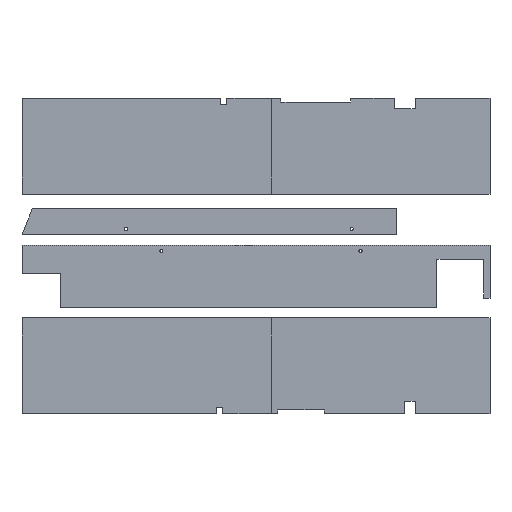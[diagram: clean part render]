
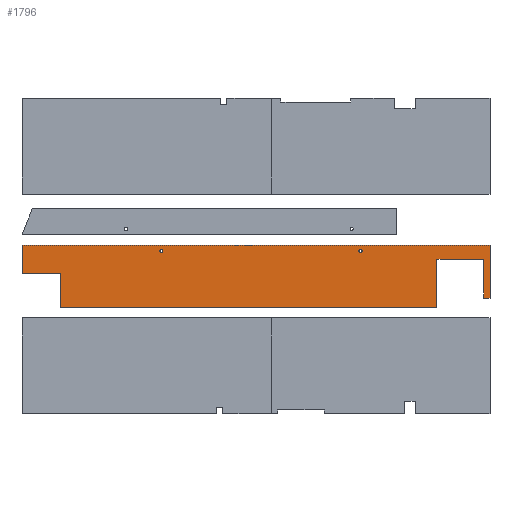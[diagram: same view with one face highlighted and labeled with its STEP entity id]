
A CAD part, top view. The second image highlights one B-rep face of the part: STEP entity #1796.
In plain terms, the highlighted planar face has unit normal (0, 0, 1).
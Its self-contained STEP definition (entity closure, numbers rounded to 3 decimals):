
#1687=CARTESIAN_POINT('',(0.,52.,4.));
#1688=DIRECTION('',(0.,0.,1.));
#1689=DIRECTION('',(1.,0.,0.));
#1690=AXIS2_PLACEMENT_3D('',#1687,#1688,#1689);
#1691=PLANE('',#1690);
#1692=CARTESIAN_POINT('',(327.,-0.5,4.));
#1693=VERTEX_POINT('',#1692);
#1694=CARTESIAN_POINT('',(325.5,-0.5,4.));
#1695=DIRECTION('',(0.,0.,1.));
#1696=DIRECTION('',(1.,0.,-0.));
#1697=AXIS2_PLACEMENT_3D('',#1694,#1695,#1696);
#1698=CIRCLE('',#1697,1.5);
#1699=EDGE_CURVE('',#1693,#1693,#1698,.T.);
#1700=ORIENTED_EDGE('',*,*,#1699,.F.);
#1701=EDGE_LOOP('',(#1700));
#1702=FACE_BOUND('',#1701,.T.);
#1703=CARTESIAN_POINT('',(135.5,-0.5,4.));
#1704=VERTEX_POINT('',#1703);
#1705=CARTESIAN_POINT('',(134.,-0.5,4.));
#1706=DIRECTION('',(0.,0.,1.));
#1707=DIRECTION('',(1.,0.,-0.));
#1708=AXIS2_PLACEMENT_3D('',#1705,#1706,#1707);
#1709=CIRCLE('',#1708,1.5);
#1710=EDGE_CURVE('',#1704,#1704,#1709,.T.);
#1711=ORIENTED_EDGE('',*,*,#1710,.F.);
#1712=EDGE_LOOP('',(#1711));
#1713=FACE_BOUND('',#1712,.T.);
#1714=CARTESIAN_POINT('',(450.,5.,4.));
#1715=VERTEX_POINT('',#1714);
#1716=CARTESIAN_POINT('',(450.,-46.,4.));
#1717=VERTEX_POINT('',#1716);
#1718=CARTESIAN_POINT('',(450.,5.,4.));
#1719=DIRECTION('',(-0.,-1.,0.));
#1720=VECTOR('',#1719,51.);
#1721=LINE('',#1718,#1720);
#1722=EDGE_CURVE('',#1715,#1717,#1721,.T.);
#1723=ORIENTED_EDGE('',*,*,#1722,.F.);
#1724=CARTESIAN_POINT('',(0.,5.,4.));
#1725=VERTEX_POINT('',#1724);
#1726=CARTESIAN_POINT('',(0.,5.,4.));
#1727=DIRECTION('',(1.,0.,-0.));
#1728=VECTOR('',#1727,450.);
#1729=LINE('',#1726,#1728);
#1730=EDGE_CURVE('',#1725,#1715,#1729,.T.);
#1731=ORIENTED_EDGE('',*,*,#1730,.F.);
#1732=CARTESIAN_POINT('',(0.,-22.,4.));
#1733=VERTEX_POINT('',#1732);
#1734=CARTESIAN_POINT('',(0.,5.,4.));
#1735=DIRECTION('',(0.,-1.,0.));
#1736=VECTOR('',#1735,27.);
#1737=LINE('',#1734,#1736);
#1738=EDGE_CURVE('',#1725,#1733,#1737,.T.);
#1739=ORIENTED_EDGE('',*,*,#1738,.T.);
#1740=CARTESIAN_POINT('',(37.,-22.,4.));
#1741=VERTEX_POINT('',#1740);
#1742=CARTESIAN_POINT('',(0.,-22.,4.));
#1743=DIRECTION('',(1.,0.,0.));
#1744=VECTOR('',#1743,37.);
#1745=LINE('',#1742,#1744);
#1746=EDGE_CURVE('',#1733,#1741,#1745,.T.);
#1747=ORIENTED_EDGE('',*,*,#1746,.T.);
#1748=CARTESIAN_POINT('',(37.,-55.,4.));
#1749=VERTEX_POINT('',#1748);
#1750=CARTESIAN_POINT('',(37.,-22.,4.));
#1751=DIRECTION('',(0.,-1.,0.));
#1752=VECTOR('',#1751,33.);
#1753=LINE('',#1750,#1752);
#1754=EDGE_CURVE('',#1741,#1749,#1753,.T.);
#1755=ORIENTED_EDGE('',*,*,#1754,.T.);
#1756=CARTESIAN_POINT('',(399.,-55.,4.));
#1757=VERTEX_POINT('',#1756);
#1758=CARTESIAN_POINT('',(37.,-55.,4.));
#1759=DIRECTION('',(1.,-0.,0.));
#1760=VECTOR('',#1759,362.);
#1761=LINE('',#1758,#1760);
#1762=EDGE_CURVE('',#1749,#1757,#1761,.T.);
#1763=ORIENTED_EDGE('',*,*,#1762,.T.);
#1764=CARTESIAN_POINT('',(399.,-8.5,4.));
#1765=VERTEX_POINT('',#1764);
#1766=CARTESIAN_POINT('',(399.,-8.5,4.));
#1767=DIRECTION('',(0.,-1.,0.));
#1768=VECTOR('',#1767,46.5);
#1769=LINE('',#1766,#1768);
#1770=EDGE_CURVE('',#1765,#1757,#1769,.T.);
#1771=ORIENTED_EDGE('',*,*,#1770,.F.);
#1772=CARTESIAN_POINT('',(444.,-8.5,4.));
#1773=VERTEX_POINT('',#1772);
#1774=CARTESIAN_POINT('',(444.,-8.5,4.));
#1775=DIRECTION('',(-1.,-0.,0.));
#1776=VECTOR('',#1775,45.);
#1777=LINE('',#1774,#1776);
#1778=EDGE_CURVE('',#1773,#1765,#1777,.T.);
#1779=ORIENTED_EDGE('',*,*,#1778,.F.);
#1780=CARTESIAN_POINT('',(444.,-46.,4.));
#1781=VERTEX_POINT('',#1780);
#1782=CARTESIAN_POINT('',(444.,-46.,4.));
#1783=DIRECTION('',(0.,1.,0.));
#1784=VECTOR('',#1783,37.5);
#1785=LINE('',#1782,#1784);
#1786=EDGE_CURVE('',#1781,#1773,#1785,.T.);
#1787=ORIENTED_EDGE('',*,*,#1786,.F.);
#1788=CARTESIAN_POINT('',(450.,-46.,4.));
#1789=DIRECTION('',(-1.,0.,0.));
#1790=VECTOR('',#1789,6.);
#1791=LINE('',#1788,#1790);
#1792=EDGE_CURVE('',#1717,#1781,#1791,.T.);
#1793=ORIENTED_EDGE('',*,*,#1792,.F.);
#1794=EDGE_LOOP('',(#1723,#1731,#1739,#1747,#1755,#1763,#1771,#1779,#1787,#1793));
#1795=FACE_BOUND('',#1794,.T.);
#1796=ADVANCED_FACE('',(#1702,#1713,#1795),#1691,.T.);
